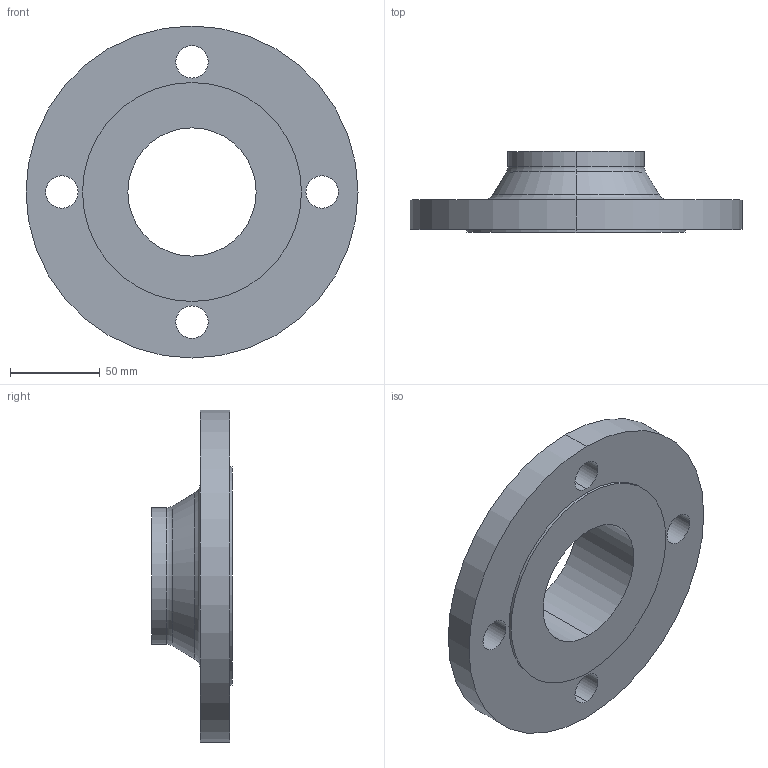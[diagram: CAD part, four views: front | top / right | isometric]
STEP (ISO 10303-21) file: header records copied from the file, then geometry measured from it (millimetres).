
FILE_DESCRIPTION (( 'STEP AP203' ), '1' );
FILE_NAME ('3D_R286-PN16_DN76.1D_17633660.STEP', '2024-07-02T10:33:40', ( '' ), ( '' ), 'SwSTEP 2.0', 'SolidWorks 2024', '' );
FILE_SCHEMA (( 'CONFIG_CONTROL_DESIGN' ));
Length unit declared in the file: millimetre
Products named in the file (1): 3D_R286-PN16_DN76.1D_17633660
Bounding box: 185 x 45 x 185 mm (x, y, z)
Volume: 407586.4 mm3; surface area: 72479.7 mm2
Topology: 1 solids, 1 shells, 26 faces, 60 edges, 38 vertices
Faces by surface type: cylinder 16, torus 4, plane 4, cone 2
Entity records: 855 total; most frequent: DIRECTION 156, CARTESIAN_POINT 125, ORIENTED_EDGE 120, AXIS2_PLACEMENT_3D 69, EDGE_CURVE 60, CIRCLE 42, VERTEX_POINT 38, EDGE_LOOP 38
